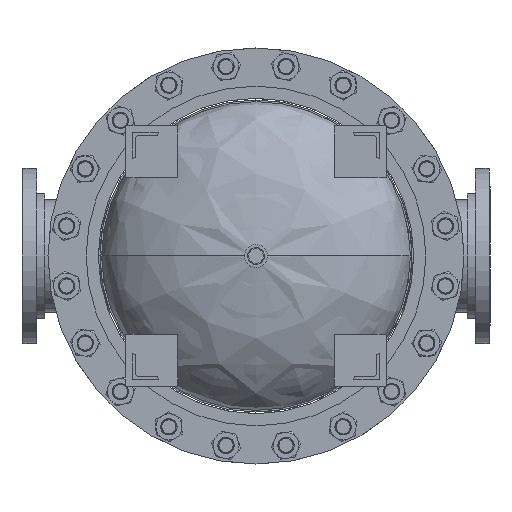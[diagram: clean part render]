
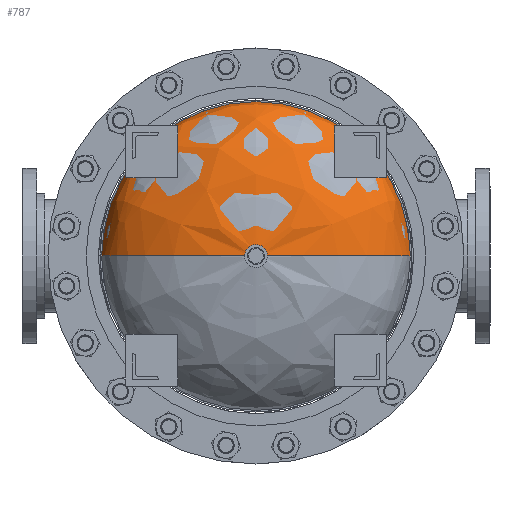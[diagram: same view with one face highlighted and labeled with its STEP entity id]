
A CAD part, front view. The second image highlights one B-rep face of the part: STEP entity #787.
In plain terms, the highlighted free-form (B-spline) face has degree [3, 3] with [4, 4] control points.
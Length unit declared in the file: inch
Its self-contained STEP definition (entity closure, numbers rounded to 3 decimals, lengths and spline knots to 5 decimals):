
#523 = ORIENTED_EDGE ( 'NONE', *, *, #12806, .F. ) ;
#768 = CARTESIAN_POINT ( 'NONE',  ( 12., 0.56, 0. ) ) ;
#787 = ADVANCED_FACE ( 'NONE', ( #5316 ), #13442, .F. ) ;
#997 = EDGE_CURVE ( 'NONE', #2673, #9200, #18825, .T. ) ;
#1000 = CARTESIAN_POINT ( 'NONE',  ( 12., 0.56, 0. ) ) ;
#1123 = CARTESIAN_POINT ( 'NONE',  ( 12., 3.94435, 0. ) ) ;
#2139 = ORIENTED_EDGE ( 'NONE', *, *, #997, .F. ) ;
#2263 = AXIS2_PLACEMENT_3D ( 'NONE', #15650, #19452, #2674 ) ;
#2376 = CARTESIAN_POINT ( 'NONE',  ( -12., 3.94435, 24. ) ) ;
#2673 = VERTEX_POINT ( 'NONE', #15543 ) ;
#2674 = DIRECTION ( 'NONE',  ( 1., 0., 0. ) ) ;
#3091 = CARTESIAN_POINT ( 'NONE',  ( 7.42262, 6.4111, 0. ) ) ;
#3498 = CARTESIAN_POINT ( 'NONE',  ( 0.75, 6.62262, 1.5 ) ) ;
#4222 = CARTESIAN_POINT ( 'NONE',  ( -12., 3.94435, 0. ) ) ;
#5316 = FACE_OUTER_BOUND ( 'NONE', #8238, .T. ) ;
#5924 = DIRECTION ( 'NONE',  ( 0., 1., 0. ) ) ;
#6311 = VERTEX_POINT ( 'NONE', #15428 ) ;
#6403 = CARTESIAN_POINT ( 'NONE',  ( -12., 0.56, 24. ) ) ;
#8134 = CARTESIAN_POINT ( 'NONE',  ( -7.42262, 6.4111, 0. ) ) ;
#8149 = DIRECTION ( 'NONE',  ( 0., 1., 0. ) ) ;
#8238 = EDGE_LOOP ( 'NONE', ( #20692, #9554, #523, #23156, #2139 ) ) ;
#8289 =( BOUNDED_CURVE ( )  B_SPLINE_CURVE ( 3, ( #8480, #3091, #1123, #1000 ),
 .UNSPECIFIED., .F., .F. ) 
 B_SPLINE_CURVE_WITH_KNOTS ( ( 4, 4 ),
 ( 1.63334, 3.14159 ),
 .UNSPECIFIED. ) 
 CURVE ( )  GEOMETRIC_REPRESENTATION_ITEM ( )  RATIONAL_B_SPLINE_CURVE ( ( 1., 0.819, 0.819, 1. ) ) 
 REPRESENTATION_ITEM ( '' )  );
#8480 = CARTESIAN_POINT ( 'NONE',  ( 0.75, 6.62262, 0. ) ) ;
#8898 = AXIS2_PLACEMENT_3D ( 'NONE', #15983, #8149, #23209 ) ;
#9200 = VERTEX_POINT ( 'NONE', #20662 ) ;
#9554 = ORIENTED_EDGE ( 'NONE', *, *, #17332, .T. ) ;
#9601 = CARTESIAN_POINT ( 'NONE',  ( 0., 6.62262, 0. ) ) ;
#10088 = CARTESIAN_POINT ( 'NONE',  ( -0.75, 6.62262, 1.5 ) ) ;
#11084 = CARTESIAN_POINT ( 'NONE',  ( -12., 0.56, 0. ) ) ;
#12806 = EDGE_CURVE ( 'NONE', #15027, #22206, #16743, .T. ) ;
#13115 = EDGE_CURVE ( 'NONE', #9200, #15027, #8289, .T. ) ;
#13396 = DIRECTION ( 'NONE',  ( 1., 0., 0. ) ) ;
#13442 =( BOUNDED_SURFACE ( )  B_SPLINE_SURFACE ( 3, 3, ( 
 ( #20259, #3498, #10088, #15237 ),
 ( #20981, #19040, #17572, #8134 ),
 ( #15719, #19156, #2376, #4222 ),
 ( #768, #15476, #6403, #21108 ) ),
 .UNSPECIFIED., .F., .F., .F. ) 
 B_SPLINE_SURFACE_WITH_KNOTS ( ( 4, 4 ),
 ( 4, 4 ),
 ( 0., 1. ),
 ( 0., 1. ),
 .UNSPECIFIED. ) 
 GEOMETRIC_REPRESENTATION_ITEM ( )  RATIONAL_B_SPLINE_SURFACE ( (
 ( 1., 0.333, 0.333, 1.),
 ( 0.819, 0.273, 0.273, 0.819),
 ( 0.819, 0.273, 0.273, 0.819),
 ( 1., 0.333, 0.333, 1.) ) ) 
 REPRESENTATION_ITEM ( '' )  SURFACE ( )  );
#14047 = CARTESIAN_POINT ( 'NONE',  ( -12., 0.56, 0. ) ) ;
#14862 = EDGE_CURVE ( 'NONE', #6311, #2673, #19459, .T. ) ;
#15027 = VERTEX_POINT ( 'NONE', #15944 ) ;
#15237 = CARTESIAN_POINT ( 'NONE',  ( -0.75, 6.62262, 0. ) ) ;
#15428 = CARTESIAN_POINT ( 'NONE',  ( -0.75, 6.62262, 0. ) ) ;
#15476 = CARTESIAN_POINT ( 'NONE',  ( 12., 0.56, 24. ) ) ;
#15543 = CARTESIAN_POINT ( 'NONE',  ( 0., 6.62262, 0.75 ) ) ;
#15650 = CARTESIAN_POINT ( 'NONE',  ( 0., 0.56, 0. ) ) ;
#15719 = CARTESIAN_POINT ( 'NONE',  ( 12., 3.94435, 0. ) ) ;
#15887 = CARTESIAN_POINT ( 'NONE',  ( -7.42262, 6.4111, 0. ) ) ;
#15944 = CARTESIAN_POINT ( 'NONE',  ( 12., 0.56, 0. ) ) ;
#15983 = CARTESIAN_POINT ( 'NONE',  ( 0., 6.62262, 0. ) ) ;
#16479 = AXIS2_PLACEMENT_3D ( 'NONE', #9601, #5924, #13396 ) ;
#16743 = CIRCLE ( 'NONE', #2263, 12. ) ;
#16745 =( BOUNDED_CURVE ( )  B_SPLINE_CURVE ( 3, ( #19670, #15887, #19321, #14047 ),
 .UNSPECIFIED., .F., .F. ) 
 B_SPLINE_CURVE_WITH_KNOTS ( ( 4, 4 ),
 ( 1.63334, 3.14159 ),
 .UNSPECIFIED. ) 
 CURVE ( )  GEOMETRIC_REPRESENTATION_ITEM ( )  RATIONAL_B_SPLINE_CURVE ( ( 1., 0.819, 0.819, 1. ) ) 
 REPRESENTATION_ITEM ( '' )  );
#17332 = EDGE_CURVE ( 'NONE', #6311, #22206, #16745, .T. ) ;
#17572 = CARTESIAN_POINT ( 'NONE',  ( -7.42262, 6.4111, 14.84524 ) ) ;
#18825 = CIRCLE ( 'NONE', #16479, 0.75 ) ;
#19040 = CARTESIAN_POINT ( 'NONE',  ( 7.42262, 6.4111, 14.84524 ) ) ;
#19156 = CARTESIAN_POINT ( 'NONE',  ( 12., 3.94435, 24. ) ) ;
#19321 = CARTESIAN_POINT ( 'NONE',  ( -12., 3.94435, 0. ) ) ;
#19452 = DIRECTION ( 'NONE',  ( 0., -1., 0. ) ) ;
#19459 = CIRCLE ( 'NONE', #8898, 0.75 ) ;
#19670 = CARTESIAN_POINT ( 'NONE',  ( -0.75, 6.62262, 0. ) ) ;
#20259 = CARTESIAN_POINT ( 'NONE',  ( 0.75, 6.62262, 0. ) ) ;
#20662 = CARTESIAN_POINT ( 'NONE',  ( 0.75, 6.62262, 0. ) ) ;
#20692 = ORIENTED_EDGE ( 'NONE', *, *, #14862, .F. ) ;
#20981 = CARTESIAN_POINT ( 'NONE',  ( 7.42262, 6.4111, 0. ) ) ;
#21108 = CARTESIAN_POINT ( 'NONE',  ( -12., 0.56, 0. ) ) ;
#22206 = VERTEX_POINT ( 'NONE', #11084 ) ;
#23156 = ORIENTED_EDGE ( 'NONE', *, *, #13115, .F. ) ;
#23209 = DIRECTION ( 'NONE',  ( 1., 0., 0. ) ) ;
